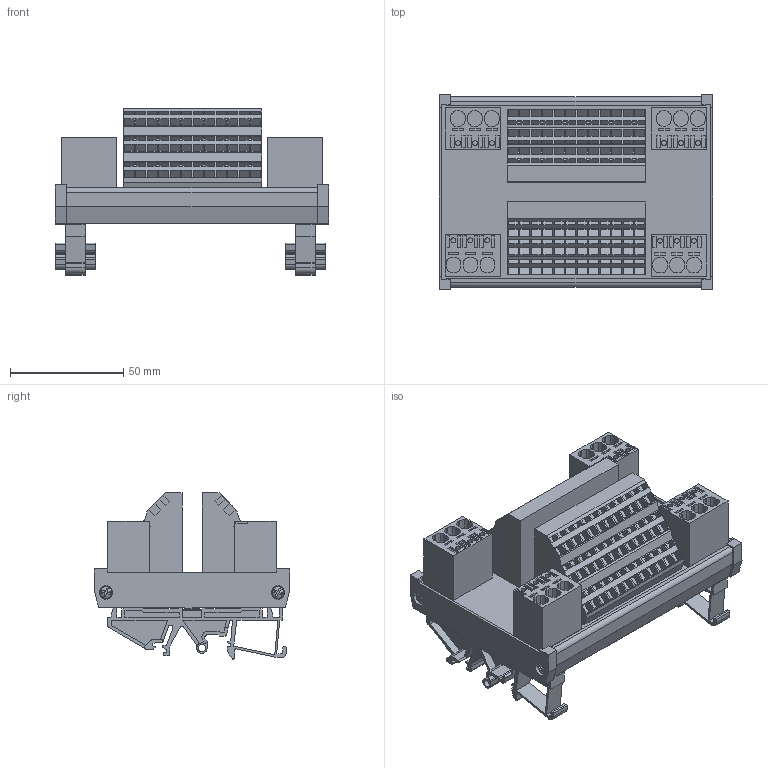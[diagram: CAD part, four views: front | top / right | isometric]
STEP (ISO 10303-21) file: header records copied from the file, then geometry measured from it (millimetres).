
FILE_DESCRIPTION(('CATIA V5R22 STEP214','CAx-IF Rec.Pracs.--- Model Styling and Organization---1.4--- 2014-01-23'),'2;1');
FILE_NAME ('007022-2_0_1128130000_3D_1128130000.stp','2023-08-30T11:42:26+00:00',('none'),('Weidmueller'),'CATIA Version 5-6 Release 2016 SP3 HF44','CATIA V5 STEP AP214','none');
FILE_SCHEMA(('AUTOMOTIVE_DESIGN { 1 0 10303 214 1 1 1 1 }'));
Products named in the file (1): 1128130000_RS VERT 6P 12X6 Z
Bounding box: 121 x 86.4 x 73.45 mm (x, y, z)
Volume: 192215.8 mm3; surface area: 105265.7 mm2
Topology: 1 solids, 5 shells, 2109 faces, 5807 edges, 3882 vertices
Faces by surface type: plane 1683, cylinder 410, torus 8, sphere 8
Entity records: 69968 total; most frequent: CARTESIAN_POINT 14469, ORIENTED_EDGE 11614, DIRECTION 9697, EDGE_CURVE 5807, VECTOR 4769, LINE 4769, VERTEX_POINT 3882, AXIS2_PLACEMENT_3D 2820
